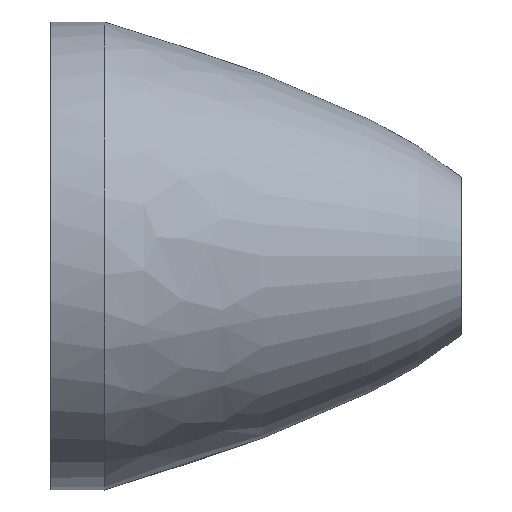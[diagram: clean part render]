
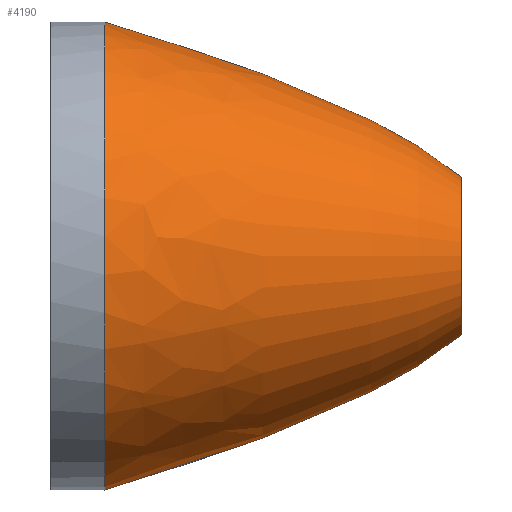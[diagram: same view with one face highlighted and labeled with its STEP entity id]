
A CAD part, left-side view. The second image highlights one B-rep face of the part: STEP entity #4190.
In plain terms, the highlighted face is a revolution surface.
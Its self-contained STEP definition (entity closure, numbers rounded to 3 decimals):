
#520=CARTESIAN_POINT('',(-8.342,-134.3,
-15.17));
#530=VERTEX_POINT('',#520);
#580=CARTESIAN_POINT('',(0.,-134.3,0.1));
#590=DIRECTION('',(-0.,-1.,0.));
#600=DIRECTION('',(0.,0.,1.));
#610=AXIS2_PLACEMENT_3D('',#580,#590,#600);
#620=CIRCLE('',#610,17.4);
#630=CARTESIAN_POINT('',(0.,-134.3,
-17.3));
#640=VERTEX_POINT('',#630);
#650=EDGE_CURVE('',#530,#640,#620,.T.);
#2510=CARTESIAN_POINT('',(0.,-134.3,17.5));
#2520=CARTESIAN_POINT('',(0.,-134.616,17.408));
#2530=CARTESIAN_POINT('',(0.,-137.585,16.534));
#2540=CARTESIAN_POINT('',(0.,-141.916,15.168));
#2550=CARTESIAN_POINT('',(0.,-147.364,13.181));
#2560=CARTESIAN_POINT('',(0.,-151.502,11.479));
#2570=CARTESIAN_POINT('',(0.,-155.666,9.473));
#2580=CARTESIAN_POINT('',(0.,-158.816,7.567));
#2590=CARTESIAN_POINT('',(0.,-160.437,6.288));
#2600=CARTESIAN_POINT('',(0.,-160.816,5.964));
#2610=B_SPLINE_CURVE_WITH_KNOTS('',3,(#2510,#2520,#2530,#2540,#2550,
#2560,#2570,#2580,#2590,#2600),.UNSPECIFIED.,.F.,.F.,(4,1,1,1,1,1,1,4),(
0.,0.036,0.341,0.493,
0.646,0.798,0.951,1.),.UNSPECIFIED.)
;
#2620=CARTESIAN_POINT('',(0.,-134.3,
17.5));
#2630=VERTEX_POINT('',#2620);
#2640=CARTESIAN_POINT('',(0.,-160.816,
5.964));
#2650=VERTEX_POINT('',#2640);
#2660=EDGE_CURVE('',#2630,#2650,#2610,.T.);
#2710=CARTESIAN_POINT('',(0.,-134.3,-17.3));
#2720=CARTESIAN_POINT('',(0.,-134.616,-17.208));
#2730=CARTESIAN_POINT('',(0.,-137.585,-16.334));
#2740=CARTESIAN_POINT('',(0.,-141.916,-14.968));
#2750=CARTESIAN_POINT('',(0.,-147.364,-12.981));
#2760=CARTESIAN_POINT('',(0.,-151.502,-11.279));
#2770=CARTESIAN_POINT('',(0.,-155.666,-9.273));
#2780=CARTESIAN_POINT('',(0.,-158.816,-7.367));
#2790=CARTESIAN_POINT('',(0.,-160.437,-6.088));
#2800=CARTESIAN_POINT('',(0.,-160.816,-5.764));
#2810=B_SPLINE_CURVE_WITH_KNOTS('',3,(#2710,#2720,#2730,#2740,#2750,
#2760,#2770,#2780,#2790,#2800),.UNSPECIFIED.,.F.,.F.,(4,1,1,1,1,1,1,4),(
0.,0.036,0.341,0.493,
0.646,0.798,0.951,1.),.UNSPECIFIED.)
;
#2820=CARTESIAN_POINT('',(0.,-160.816,
-5.764));
#2830=VERTEX_POINT('',#2820);
#2840=EDGE_CURVE('',#640,#2830,#2810,.T.);
#2860=CARTESIAN_POINT('',(0.,-160.816,0.1));
#2870=DIRECTION('',(0.,-1.,-0.));
#2880=DIRECTION('',(0.,0.,-1.));
#2890=AXIS2_PLACEMENT_3D('',#2860,#2870,#2880);
#2900=CIRCLE('',#2890,5.864);
#3230=EDGE_CURVE('',#2650,#2830,#2900,.T.);
#3770=EDGE_CURVE('',#2630,#530,#620,.T.);
#3970=CARTESIAN_POINT('',(0.,-134.3,17.5));
#3980=CARTESIAN_POINT('',(0.,-134.616,17.408));
#3990=CARTESIAN_POINT('',(0.,-137.585,16.534));
#4000=CARTESIAN_POINT('',(0.,-141.916,15.168));
#4010=CARTESIAN_POINT('',(0.,-147.364,13.181));
#4020=CARTESIAN_POINT('',(0.,-151.502,11.479));
#4030=CARTESIAN_POINT('',(0.,-155.666,9.473));
#4040=CARTESIAN_POINT('',(0.,-158.816,7.567));
#4050=CARTESIAN_POINT('',(0.,-160.437,6.288));
#4060=CARTESIAN_POINT('',(0.,-160.816,5.964));
#4070=B_SPLINE_CURVE_WITH_KNOTS('',3,(#3970,#3980,#3990,#4000,#4010,
#4020,#4030,#4040,#4050,#4060),.UNSPECIFIED.,.F.,.F.,(4,1,1,1,1,1,1,4),(
0.,0.036,0.341,0.493,
0.646,0.798,0.951,1.),.UNSPECIFIED.)
;
#4080=CARTESIAN_POINT('',(0.,-145.692,0.1));
#4090=DIRECTION('',(-0.,-1.,-0.));
#4100=AXIS1_PLACEMENT('',#4080,#4090);
#4110=SURFACE_OF_REVOLUTION('',#4070,#4100);
#4120=ORIENTED_EDGE('',*,*,#3230,.F.);
#4130=ORIENTED_EDGE('',*,*,#2840,.T.);
#4140=ORIENTED_EDGE('',*,*,#650,.T.);
#4150=ORIENTED_EDGE('',*,*,#3770,.T.);
#4160=ORIENTED_EDGE('',*,*,#2660,.F.);
#4170=EDGE_LOOP('',(#4160,#4150,#4140,#4130,#4120));
#4180=FACE_OUTER_BOUND('',#4170,.T.);
#4190=ADVANCED_FACE('',(#4180),#4110,.T.);
